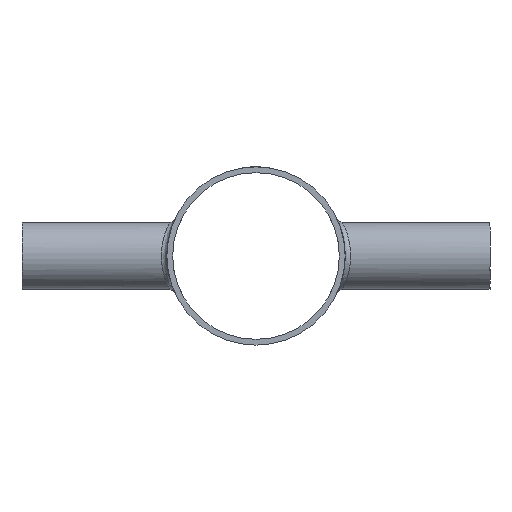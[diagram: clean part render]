
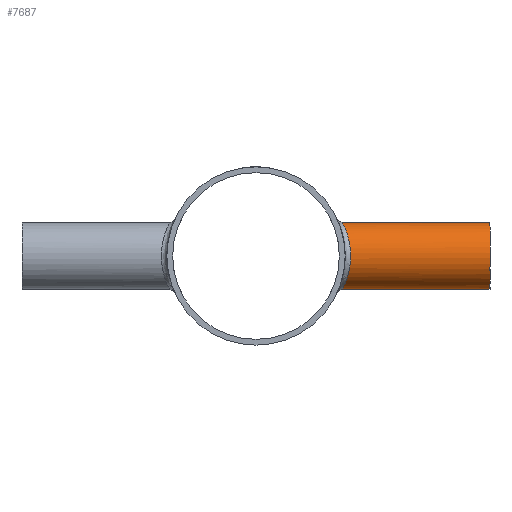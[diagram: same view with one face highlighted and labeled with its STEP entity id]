
A CAD part, left-side view. The second image highlights one B-rep face of the part: STEP entity #7687.
In plain terms, the highlighted cylindrical face has radius 9.525 mm (diameter 19.05 mm), a full revolution.
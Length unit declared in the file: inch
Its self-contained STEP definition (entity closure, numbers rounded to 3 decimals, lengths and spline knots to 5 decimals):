
#160=FACE_BOUND('',#1425,.T.);
#962=FACE_OUTER_BOUND('',#1424,.T.);
#1424=EDGE_LOOP('',(#7179));
#1425=EDGE_LOOP('',(#7180));
#2640=CIRCLE('',#8136,0.375);
#3019=B_SPLINE_CURVE_WITH_KNOTS('',3,(#16816,#16817,#16818,#16819,#16820,
#16821,#16822,#16823,#16824,#16825,#16826,#16827,#16828,#16829,#16830,#16831,
#16832,#16833,#16834,#16835,#16836,#16837,#16838,#16839,#16840),
 .UNSPECIFIED.,.T.,.F.,(4,3,1,1,1,1,1,1,1,1,1,1,1,1,1,1,1,1,1,1,4),(0.,
0.,0.20724,0.41448,0.82896,1.24344,
1.65791,1.93423,2.21055,2.48687,2.76319,
3.03951,3.31583,3.73031,4.14478,4.35202,
4.55926,4.97374,5.38822,5.59546,5.80269),
 .UNSPECIFIED.);
#3776=VERTEX_POINT('',#16675);
#3779=VERTEX_POINT('',#16814);
#4912=EDGE_CURVE('',#3776,#3776,#2640,.T.);
#4916=EDGE_CURVE('',#3779,#3779,#3019,.T.);
#7179=ORIENTED_EDGE('',*,*,#4912,.F.);
#7180=ORIENTED_EDGE('',*,*,#4916,.F.);
#7237=CYLINDRICAL_SURFACE('',#8142,0.375);
#7687=ADVANCED_FACE('',(#962,#160),#7237,.T.);
#8136=AXIS2_PLACEMENT_3D('',#16676,#9574,#9575);
#8142=AXIS2_PLACEMENT_3D('',#16842,#9586,#9587);
#9574=DIRECTION('center_axis',(0.,-1.,0.));
#9575=DIRECTION('ref_axis',(0.917,0.,0.4));
#9586=DIRECTION('center_axis',(0.,1.,0.));
#9587=DIRECTION('ref_axis',(1.,0.,0.));
#16675=CARTESIAN_POINT('',(-0.34372,-2.625,-0.14994));
#16676=CARTESIAN_POINT('Origin',(0.,-2.625,0.));
#16814=CARTESIAN_POINT('',(0.,-0.96825,-0.375));
#16816=CARTESIAN_POINT('Ctrl Pts',(0.,-0.96824,
-0.375));
#16817=CARTESIAN_POINT('Ctrl Pts',(0.,-0.96824,
-0.375));
#16818=CARTESIAN_POINT('Ctrl Pts',(0.,-0.96824,
-0.375));
#16819=CARTESIAN_POINT('Ctrl Pts',(0.,-0.96824,
-0.375));
#16820=CARTESIAN_POINT('Ctrl Pts',(-0.02837,-0.96824,
-0.375));
#16821=CARTESIAN_POINT('Ctrl Pts',(-0.08508,-0.97171,
-0.36854));
#16822=CARTESIAN_POINT('Ctrl Pts',(-0.19181,-0.99069,
-0.33069));
#16823=CARTESIAN_POINT('Ctrl Pts',(-0.30228,-1.02834,
-0.2424));
#16824=CARTESIAN_POINT('Ctrl Pts',(-0.37807,-1.06393,
-0.08776));
#16825=CARTESIAN_POINT('Ctrl Pts',(-0.37812,-1.0639,
0.06823));
#16826=CARTESIAN_POINT('Ctrl Pts',(-0.32888,-1.04088,
0.19137));
#16827=CARTESIAN_POINT('Ctrl Pts',(-0.25885,-1.01292,
0.27889));
#16828=CARTESIAN_POINT('Ctrl Pts',(-0.16626,-0.98519,
0.34234));
#16829=CARTESIAN_POINT('Ctrl Pts',(-0.05756,-0.96752,
0.3764));
#16830=CARTESIAN_POINT('Ctrl Pts',(0.05756,-0.96753,
0.37642));
#16831=CARTESIAN_POINT('Ctrl Pts',(0.18441,-0.98814,
0.33661));
#16832=CARTESIAN_POINT('Ctrl Pts',(0.30237,-1.02841,
0.24234));
#16833=CARTESIAN_POINT('Ctrl Pts',(0.3653,-1.05789,
0.11357));
#16834=CARTESIAN_POINT('Ctrl Pts',(0.37823,-1.06402,
0.));
#16835=CARTESIAN_POINT('Ctrl Pts',(0.3653,-1.05789,
-0.11358));
#16836=CARTESIAN_POINT('Ctrl Pts',(0.30238,-1.02842,
-0.24238));
#16837=CARTESIAN_POINT('Ctrl Pts',(0.19176,-0.99066,
-0.3307));
#16838=CARTESIAN_POINT('Ctrl Pts',(0.08511,-0.97173,
-0.36854));
#16839=CARTESIAN_POINT('Ctrl Pts',(0.02836,-0.96824,
-0.375));
#16840=CARTESIAN_POINT('Ctrl Pts',(0.,-0.96824,
-0.375));
#16842=CARTESIAN_POINT('Origin',(0.,-1.125,0.));
